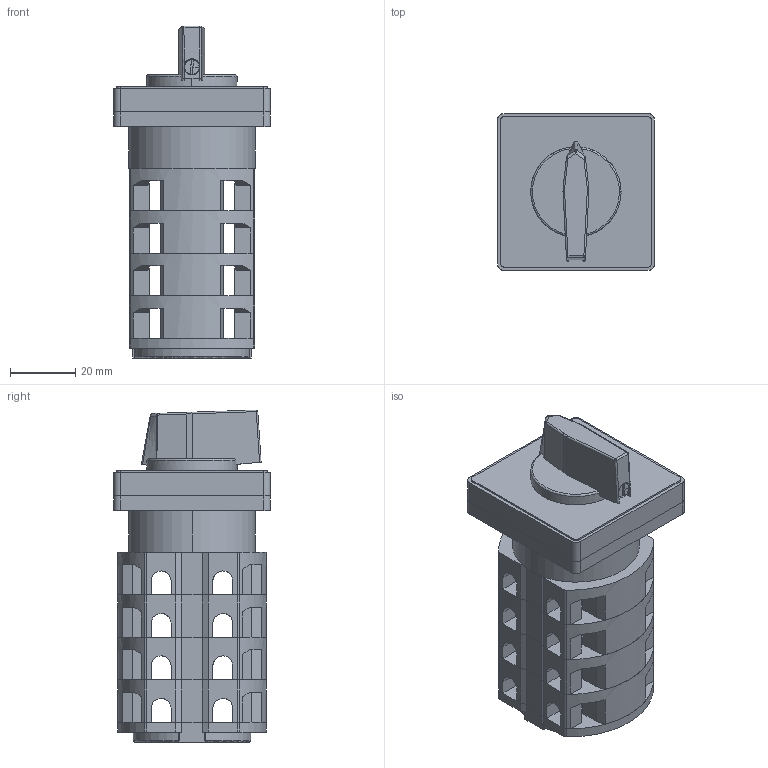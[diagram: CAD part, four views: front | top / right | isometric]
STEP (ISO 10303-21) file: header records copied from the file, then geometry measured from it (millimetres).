
FILE_DESCRIPTION(('TFLEX Exchange Step'),'2;1');
FILE_NAME('4G25-55-U K1 4 ряда.stp', '2024-12-24T13:22:44+03:00',('nikolaeva'),('Unknown organisation'),'TFLEX Exchange 2019.0','T-FLEX CAD','Unknown authorisation');
FILE_SCHEMA( ('AUTOMOTIVE_DESIGN { 1 0 10303 214 1 1 1 1 }') );
Length unit declared in the file: millimetre
Products named in the file (1): BUFFER:0000007C541FC420 
Bounding box: 48 x 48 x 101.55 mm (x, y, z)
Volume: 103747.4 mm3; surface area: 59225.6 mm2
Topology: 21 solids, 21 shells, 660 faces, 1783 edges, 1174 vertices
Faces by surface type: plane 417, cylinder 155, bspline 78, torus 8, sphere 2
Entity records: 35136 total; most frequent: CARTESIAN_POINT 22262, ORIENTED_EDGE 3564, B_SPLINE_CURVE_WITH_KNOTS 1782, EDGE_CURVE 1782, VERTEX_POINT 1174, DIRECTION 1166, EDGE_LOOP 708, FACE_BOUND 708
